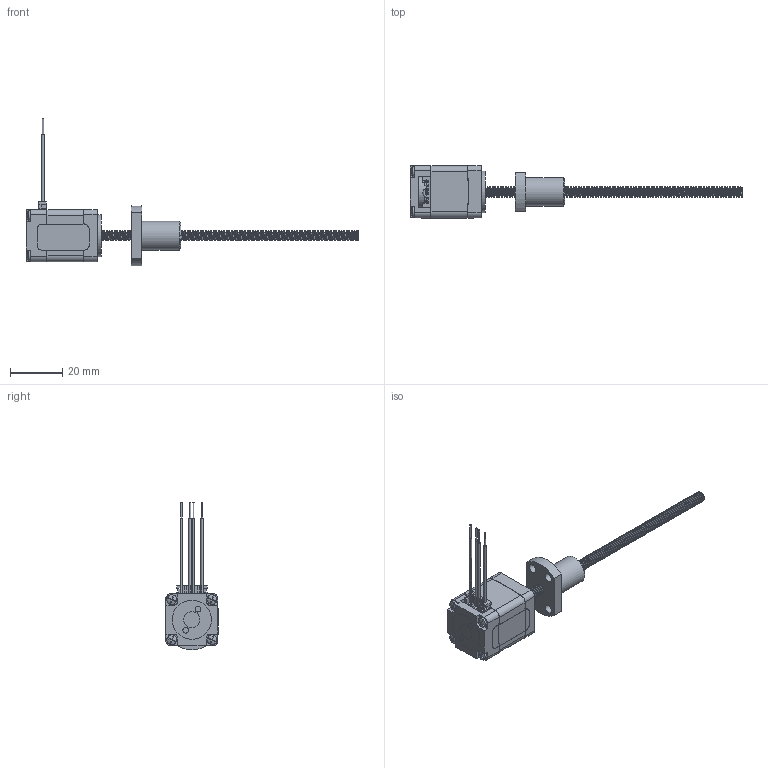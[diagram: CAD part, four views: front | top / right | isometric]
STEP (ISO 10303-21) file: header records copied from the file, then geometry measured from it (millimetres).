
FILE_DESCRIPTION(/* description */ (''),/* implementation_level */ '2;1');
FILE_NAME(/* name */ '8E2105BS24-100RNN.stp',/* time_stamp */ '2020-08-17T11:10:04+08:00',/* author */ ('hc7413'),/* organization */ (''),/* preprocessor_version */ 'ST-DEVELOPER v16.1',/* originating_system */ 'Autodesk Inventor 2016',/* authorisation */ '');
FILE_SCHEMA (('AUTOMOTIVE_DESIGN { 1 0 10303 214 3 1 1 }'));
Products named in the file (25): 01-017（前盖）; 01-018（后盖）; 03-001（8H2030转子铁芯）; 07-001(8H2030磁钢）; ; 04-002不锈钢轴; 03-003（8E2030转子总成）; 02-101; 骨架; 02-101（8E2030定子）; 15-001-018漆包线; 09-005-1（红）; 09-005-2（红白）; 09-005-3（绿）; 09-005-4（绿白）; 02-003-1（0.5A，定子总成）; 07-008轴承; 10-001垫片; 06-006预紧; 11-001（8H2030螺钉）; 20铭牌; 20单厚标签; 零件6; SR0402螺母; 装配1
Assembly tree (29 placements, depth 4):
  装配1
    01-017（前盖）
    01-018（后盖）
    03-003（8E2030转子总成）
  
        03-001（8H2030转子铁芯）  x2
        07-001(8H2030磁钢）
      04-002不锈钢轴
    02-003-1（0.5A，定子总成）
      02-101（8E2030定子）
        02-101
        骨架
      15-001-018漆包线
      09-005-1（红）
      09-005-2（红白）
      09-005-3（绿）
      09-005-4（绿白）
    07-008轴承  x2
    10-001垫片
    06-006预紧
    11-001（8H2030螺钉）  x4
    20铭牌
    20单厚标签
    零件6
    SR0402螺母
Bounding box: 127.35 x 20.1 x 56.46 mm (x, y, z)
Volume: 13236 mm3; surface area: 22515.1 mm2
Topology: 35 solids, 35 shells, 1516 faces, 4290 edges, 2825 vertices
Faces by surface type: plane 840, cylinder 648, torus 16, cone 4, sphere 4, bspline 4
Full cylindrical faces by diameter (mm): 0.6 x4, 0.8 x16, 1 x2, 2 x4, 2.2 x14, 2.5 x7, 3 x2, 3.4 x4, 3.8 x4, 4 x5, 6 x4, 6.1 x1, 6.2 x1, 6.5 x1, 7 x2, 8 x1, 9 x6, 11 x1, 11.2 x1, 12.24 x2, 12.5 x2, 15 x1, 16 x1
Entity records: 51462 total; most frequent: CARTESIAN_POINT 17564, DIRECTION 7181, ORIENTED_EDGE 6800, EDGE_CURVE 3400, AXIS2_PLACEMENT_3D 2498, VERTEX_POINT 2278, LINE 2185, VECTOR 2185
